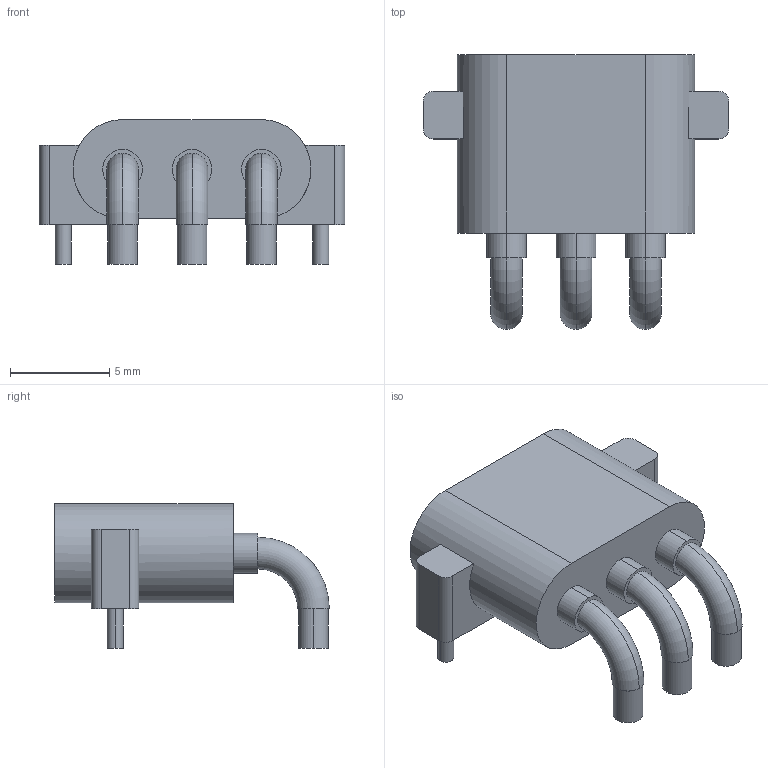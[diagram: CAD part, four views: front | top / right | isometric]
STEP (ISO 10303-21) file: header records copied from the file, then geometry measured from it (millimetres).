
FILE_DESCRIPTION (( 'STEP AP214' ), '1' );
FILE_NAME ('AMASS_MR30PW-M_1x03_P3.50mm_Horizontal.STEP', '2024-10-23T07:44:30', ( '' ), ( '' ), 'SwSTEP 2.0', 'SolidWorks 2024', '' );
FILE_SCHEMA (( 'AUTOMOTIVE_DESIGN' ));
Length unit declared in the file: millimetre
Products named in the file (1): AMASS_MR30PW-M_1x03_P3.50mm_Horizontal
Bounding box: 15.4 x 13.85 x 7.3 mm (x, y, z)
Volume: 401.8 mm3; surface area: 890.8 mm2
Topology: 2 solids, 2 shells, 83 faces, 185 edges, 120 vertices
Faces by surface type: cylinder 37, plane 34, torus 12
Entity records: 2379 total; most frequent: DIRECTION 461, CARTESIAN_POINT 389, ORIENTED_EDGE 370, AXIS2_PLACEMENT_3D 192, EDGE_CURVE 185, VERTEX_POINT 120, CIRCLE 108, EDGE_LOOP 97
